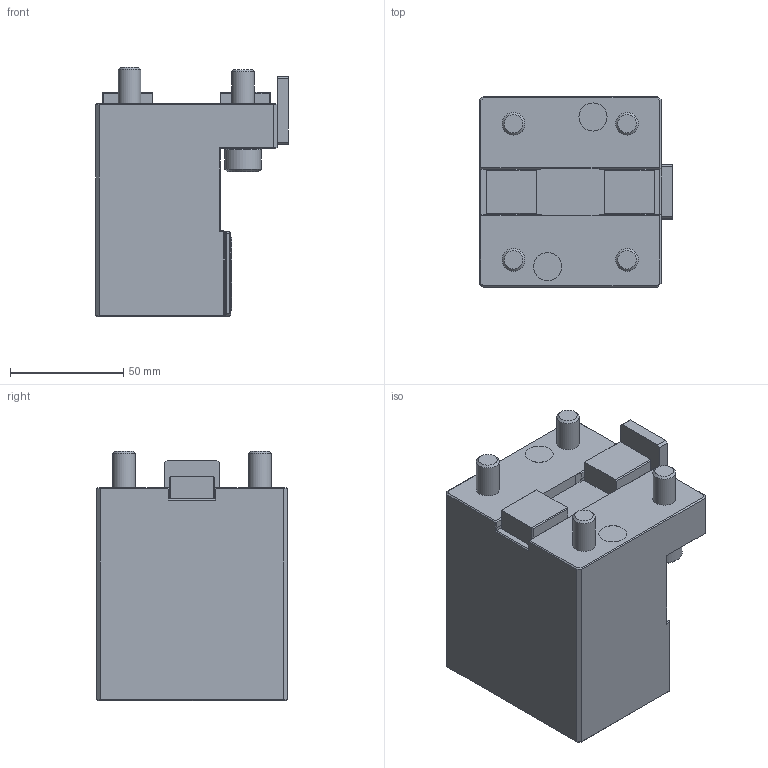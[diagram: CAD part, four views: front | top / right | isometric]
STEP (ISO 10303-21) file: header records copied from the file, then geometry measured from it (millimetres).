
FILE_DESCRIPTION(/* description */ (''),/* implementation_level */ '2;1');
FILE_NAME(/* name */ '1619173359004.stp',/* time_stamp */ '2021-04-23T12:22:44+02:00',/* author */ (''),/* organization */ ('SMS'),/* preprocessor_version */ 'ST-DEVELOPER v16.7',/* originating_system */ 'SIEMENS PLM Software NX 12.0',/* authorisation */ '');
FILE_SCHEMA (('AUTOMOTIVE_DESIGN { 1 0 10303 214 3 1 1 1 }'));
Length unit declared in the file: millimetre
Products named in the file (1): 203502781mod000_00
Bounding box: 85 x 84 x 110 mm (x, y, z)
Volume: 492074.7 mm3; surface area: 49226.5 mm2
Topology: 1 solids, 1 shells, 215 faces, 550 edges, 344 vertices
Faces by surface type: plane 177, cylinder 25, cone 10, torus 2, bspline 1
Full cylindrical faces by diameter (mm): 2 x1, 3.5 x4, 10 x4, 12.4 x2, 16 x2
Entity records: 6422 total; most frequent: CARTESIAN_POINT 1291, ORIENTED_EDGE 1028, DIRECTION 1015, EDGE_CURVE 514, LINE 419, VECTOR 419, VERTEX_POINT 329, AXIS2_PLACEMENT_3D 298
